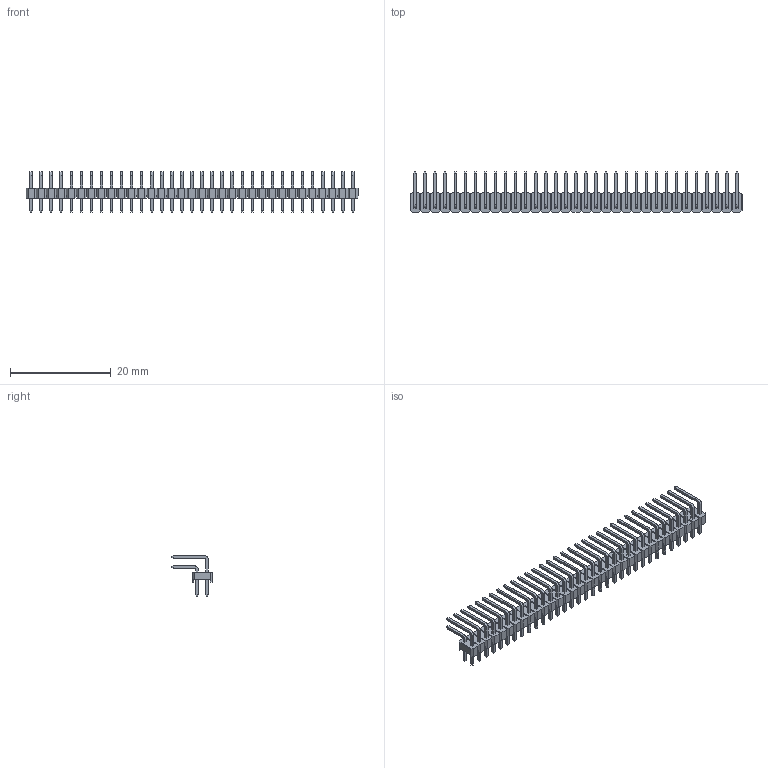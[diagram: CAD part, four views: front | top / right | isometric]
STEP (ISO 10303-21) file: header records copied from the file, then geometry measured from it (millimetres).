
FILE_DESCRIPTION(('STEP AP214'), '1');
FILE_NAME('PLD2-R', '', ('UNSPECIFIED'), ('UNSPECIFIED'), 'ASCON STEP Converter 1.6', 'ASCON Math Kernel', '');
FILE_SCHEMA(('AUTOMOTIVE_DESIGN { 1 0 10303 214 3 1 1}'));
Length unit declared in the file: millimetre
Bounding box: 66 x 8 x 8.05 mm (x, y, z)
Volume: 576.9 mm3; surface area: 2321.2 mm2
Topology: 1 solids, 1 shells, 1920 faces, 4734 edges, 2980 vertices
Faces by surface type: plane 1788, cylinder 132
Entity records: 70458 total; most frequent: CARTESIAN_POINT 9635, ORIENTED_EDGE 9468, DIRECTION 8840, EDGE_CURVE 4734, LINE 4470, VECTOR 4470, VERTEX_POINT 2980, AXIS2_PLACEMENT_3D 2185
